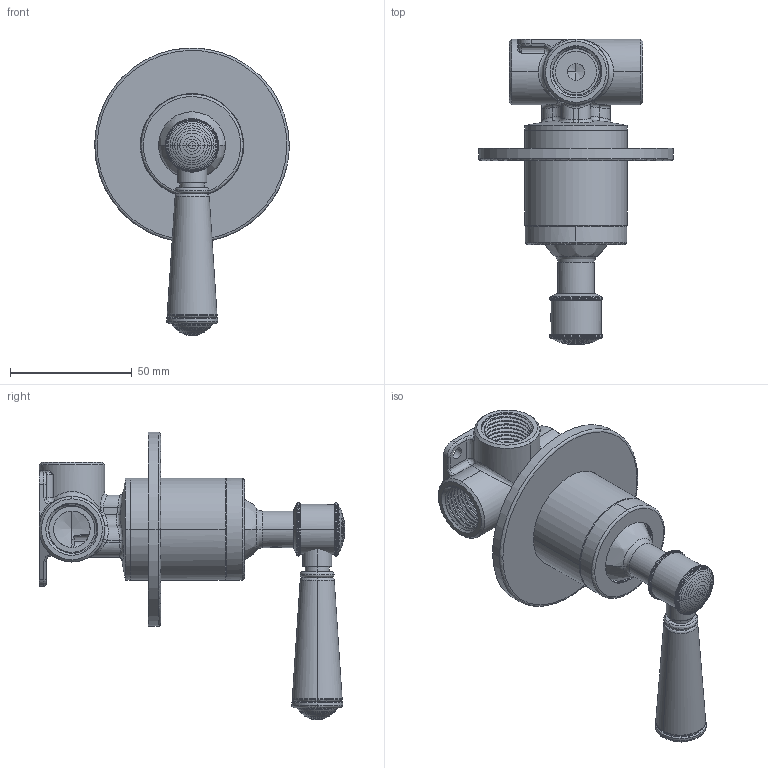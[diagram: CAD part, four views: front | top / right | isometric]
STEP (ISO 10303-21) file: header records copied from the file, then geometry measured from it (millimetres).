
FILE_DESCRIPTION(/* description */ (''),/* implementation_level */ '2;1');
FILE_NAME(/* name */ 'STEP - PC1120LP_2266980, 2266982, 2266984',/* time_stamp */ '2024-11-25T16:28:28+11:00',/* author */ (''),/* organization */ (''),/* preprocessor_version */ 'ST-DEVELOPER v16.5',/* originating_system */ 'Rhino 7.37',/* authorisation */ '');
FILE_SCHEMA (('AUTOMOTIVE_DESIGN'));
Length unit declared in the file: millimetre
Products named in the file (12): Document; PC1020LP - 副本; 108MB00C 80红冲面板-孔42.58; A70SB24C 陶瓷杆连接头; A70SB22E 陶瓷手柄杆; A70SB23C 陶瓷杆装饰球头-X; 669788C5624B67C48FDE63A55EA7
\X0\12; Q02004C 3542暗装阀套 D41.8H39.52; A70ZS04C  PC暗装装饰盖10; Z11007D 35入墙主体6; PM5X3 内六角平头螺丝4; A70SB16C 陶瓷杆手柄座-X
Assembly tree (11 placements, depth 3):
  Document
    PC1020LP - 副本
      108MB00C 80红冲面板-孔42.58
      A70SB24C 陶瓷杆连接头
      A70SB22E 陶瓷手柄杆
      A70SB23C 陶瓷杆装饰球头-X
  669788C5624B67C48FDE63A55EA7
\X0\12
      Q02004C 3542暗装阀套 D41.8H39.52
      A70ZS04C  PC暗装装饰盖10
      Z11007D 35入墙主体6
      PM5X3 内六角平头螺丝4
      A70SB16C 陶瓷杆手柄座-X
Bounding box: 80 x 125.8 x 118.33 mm (x, y, z)
Volume: 43954.6 mm3; surface area: 57843.1 mm2
Topology: 9 solids, 10 shells, 768 faces, 1956 edges, 1212 vertices
Faces by surface type: cylinder 327, bspline 320, plane 121
Entity records: 53342 total; most frequent: CARTESIAN_POINT 41266, ORIENTED_EDGE 3849, EDGE_CURVE 1930, VERTEX_POINT 1212, B_SPLINE_CURVE_WITH_KNOTS 960, EDGE_LOOP 826, ADVANCED_FACE 768, FACE_OUTER_BOUND 768
